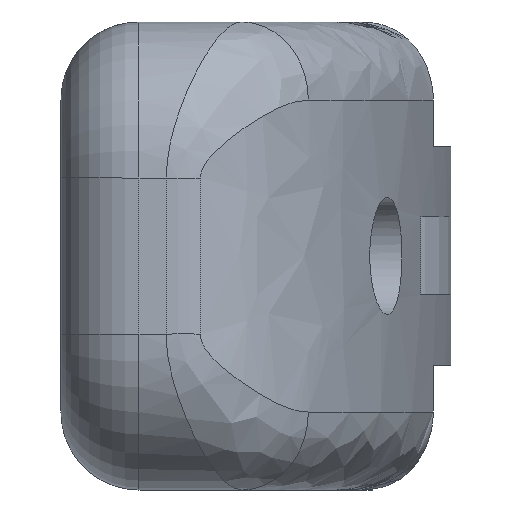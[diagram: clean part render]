
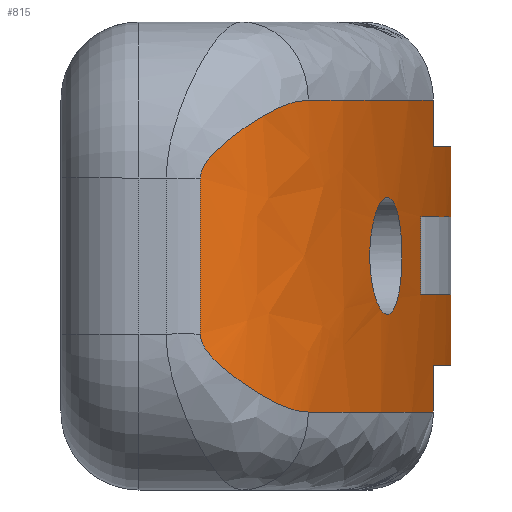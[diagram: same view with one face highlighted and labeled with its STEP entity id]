
A CAD part, left-side view. The second image highlights one B-rep face of the part: STEP entity #815.
In plain terms, the highlighted free-form (B-spline) face has degree [3, 1] with [4, 2] control points.
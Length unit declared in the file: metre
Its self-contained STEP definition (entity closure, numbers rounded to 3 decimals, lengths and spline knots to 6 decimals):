
#28=B_SPLINE_SURFACE_WITH_KNOTS('',3,1,((#1223,#1224),(#1225,#1226),(#1227,
#1228),(#1229,#1230)),.SURF_OF_LINEAR_EXTRUSION.,.F.,.F.,.F.,(4,4),(2,2),
(0.144624,1.),(0.,1.),.PIECEWISE_BEZIER_KNOTS.);
#53=LINE('',#1243,#109);
#54=LINE('',#1263,#110);
#55=LINE('',#1282,#111);
#56=LINE('',#1289,#112);
#57=LINE('',#1296,#113);
#58=LINE('',#1303,#114);
#109=VECTOR('',#984,1.);
#110=VECTOR('',#985,1.);
#111=VECTOR('',#986,1.);
#112=VECTOR('',#987,1.);
#113=VECTOR('',#988,1.);
#114=VECTOR('',#989,1.);
#161=B_SPLINE_CURVE_WITH_KNOTS('',3,(#1231,#1232,#1233,#1234,#1235,#1236,
#1237,#1238,#1239,#1240,#1241),.UNSPECIFIED.,.T.,.F.,(1,1,1,1,1,1,1,1,1,
1,1,1,1,1,1),(-0.003581,-0.002387,-0.001194,
0.,0.001194,0.002387,0.003581,0.004774,
0.005968,0.007161,0.008355,0.009548,
0.010742,0.011936,0.013129),.UNSPECIFIED.);
#162=B_SPLINE_CURVE_WITH_KNOTS('',3,(#1246,#1247,#1248,#1249,#1250,#1251),
 .UNSPECIFIED.,.F.,.F.,(4,1,1,4),(0.,0.005883,
0.008825,0.011767),.UNSPECIFIED.);
#163=B_SPLINE_CURVE_WITH_KNOTS('',3,(#1253,#1254,#1255,#1256,#1257,#1258,
#1259,#1260,#1261),.UNSPECIFIED.,.F.,.F.,(4,1,1,1,1,1,4),(0.,0.00116,
0.002319,0.002899,0.003479,0.004059,
0.004639),.UNSPECIFIED.);
#164=B_SPLINE_CURVE_WITH_KNOTS('',3,(#1265,#1266,#1267,#1268,#1269,#1270,
#1271,#1272,#1273),.UNSPECIFIED.,.F.,.F.,(4,1,1,1,1,1,4),(0.,0.000587,
0.001173,0.00176,0.002346,0.00352,
0.004693),.UNSPECIFIED.);
#165=B_SPLINE_CURVE_WITH_KNOTS('',3,(#1275,#1276,#1277,#1278,#1279,#1280),
 .UNSPECIFIED.,.F.,.F.,(4,1,1,4),(0.,0.002912,0.005825,
0.01165),.UNSPECIFIED.);
#166=B_SPLINE_CURVE_WITH_KNOTS('',3,(#1284,#1285,#1286,#1287),
 .UNSPECIFIED.,.F.,.F.,(4,4),(0.,1.),.PIECEWISE_BEZIER_KNOTS.);
#167=B_SPLINE_CURVE_WITH_KNOTS('',3,(#1291,#1292,#1293,#1294),
 .UNSPECIFIED.,.F.,.F.,(4,4),(0.,1.),.PIECEWISE_BEZIER_KNOTS.);
#168=B_SPLINE_CURVE_WITH_KNOTS('',3,(#1298,#1299,#1300,#1301),
 .UNSPECIFIED.,.F.,.F.,(4,4),(0.,1.),.PIECEWISE_BEZIER_KNOTS.);
#169=B_SPLINE_CURVE_WITH_KNOTS('',3,(#1305,#1306,#1307,#1308),
 .UNSPECIFIED.,.F.,.F.,(4,4),(0.,1.),.PIECEWISE_BEZIER_KNOTS.);
#197=ORIENTED_EDGE('',*,*,#439,.T.);
#198=ORIENTED_EDGE('',*,*,#440,.T.);
#199=ORIENTED_EDGE('',*,*,#441,.T.);
#200=ORIENTED_EDGE('',*,*,#442,.T.);
#201=ORIENTED_EDGE('',*,*,#443,.T.);
#202=ORIENTED_EDGE('',*,*,#444,.T.);
#203=ORIENTED_EDGE('',*,*,#445,.T.);
#204=ORIENTED_EDGE('',*,*,#446,.F.);
#205=ORIENTED_EDGE('',*,*,#447,.F.);
#206=ORIENTED_EDGE('',*,*,#448,.F.);
#207=ORIENTED_EDGE('',*,*,#449,.T.);
#208=ORIENTED_EDGE('',*,*,#450,.T.);
#209=ORIENTED_EDGE('',*,*,#451,.F.);
#210=ORIENTED_EDGE('',*,*,#452,.T.);
#211=ORIENTED_EDGE('',*,*,#453,.T.);
#439=EDGE_CURVE('',#560,#560,#161,.T.);
#440=EDGE_CURVE('',#561,#562,#53,.T.);
#441=EDGE_CURVE('',#562,#563,#162,.T.);
#442=EDGE_CURVE('',#563,#564,#163,.T.);
#443=EDGE_CURVE('',#564,#565,#54,.T.);
#444=EDGE_CURVE('',#565,#566,#164,.T.);
#445=EDGE_CURVE('',#566,#567,#165,.T.);
#446=EDGE_CURVE('',#568,#567,#55,.T.);
#447=EDGE_CURVE('',#569,#568,#166,.F.);
#448=EDGE_CURVE('',#570,#569,#56,.T.);
#449=EDGE_CURVE('',#570,#571,#167,.F.);
#450=EDGE_CURVE('',#571,#572,#57,.F.);
#451=EDGE_CURVE('',#573,#572,#168,.F.);
#452=EDGE_CURVE('',#573,#574,#58,.T.);
#453=EDGE_CURVE('',#574,#561,#169,.F.);
#560=VERTEX_POINT('',#1242);
#561=VERTEX_POINT('',#1244);
#562=VERTEX_POINT('',#1245);
#563=VERTEX_POINT('',#1252);
#564=VERTEX_POINT('',#1262);
#565=VERTEX_POINT('',#1264);
#566=VERTEX_POINT('',#1274);
#567=VERTEX_POINT('',#1281);
#568=VERTEX_POINT('',#1283);
#569=VERTEX_POINT('',#1288);
#570=VERTEX_POINT('',#1290);
#571=VERTEX_POINT('',#1295);
#572=VERTEX_POINT('',#1297);
#573=VERTEX_POINT('',#1302);
#574=VERTEX_POINT('',#1304);
#669=EDGE_LOOP('',(#197));
#670=EDGE_LOOP('',(#198,#199,#200,#201,#202,#203,#204,#205,#206,#207,#208,
#209,#210,#211));
#731=FACE_BOUND('',#669,.T.);
#732=FACE_BOUND('',#670,.T.);
#815=ADVANCED_FACE('',(#731,#732),#28,.F.);
#984=DIRECTION('',(0.,0.,1.));
#985=DIRECTION('',(0.,0.,-1.));
#986=DIRECTION('',(0.,0.,-1.));
#987=DIRECTION('',(0.,0.,-1.));
#988=DIRECTION('',(0.,0.,-1.));
#989=DIRECTION('',(0.,0.,1.));
#1223=CARTESIAN_POINT('',(-0.019798,0.001424,0.01));
#1224=CARTESIAN_POINT('',(-0.019798,0.001424,0.002));
#1225=CARTESIAN_POINT('',(-0.016852,-0.00462,0.01));
#1226=CARTESIAN_POINT('',(-0.016852,-0.00462,0.002));
#1227=CARTESIAN_POINT('',(-0.000493,-0.005004,0.01));
#1228=CARTESIAN_POINT('',(-0.000493,-0.005004,0.002));
#1229=CARTESIAN_POINT('',(0.,-0.005,0.01));
#1230=CARTESIAN_POINT('',(0.,-0.005,0.002));
#1231=CARTESIAN_POINT('',(-0.010834,-0.003668,0.004812));
#1232=CARTESIAN_POINT('',(-0.012003,-0.003377,0.004346));
#1233=CARTESIAN_POINT('',(-0.013153,-0.003035,0.004806));
#1234=CARTESIAN_POINT('',(-0.01367,-0.002859,0.005989));
#1235=CARTESIAN_POINT('',(-0.013166,-0.003031,0.007183));
#1236=CARTESIAN_POINT('',(-0.012018,-0.003373,0.007654));
#1237=CARTESIAN_POINT('',(-0.010849,-0.003665,0.007201));
#1238=CARTESIAN_POINT('',(-0.010329,-0.003779,0.006012));
#1239=CARTESIAN_POINT('',(-0.010834,-0.003668,0.004812));
#1240=CARTESIAN_POINT('',(-0.012003,-0.003377,0.004346));
#1241=CARTESIAN_POINT('',(-0.013153,-0.003035,0.004806));
#1242=CARTESIAN_POINT('',(-0.012,-0.003369,0.0045));
#1243=CARTESIAN_POINT('',(-0.005839,-0.004546,0.0088));
#1244=CARTESIAN_POINT('',(-0.005839,-0.004546,0.0088));
#1245=CARTESIAN_POINT('',(-0.005839,-0.004546,0.01));
#1246=CARTESIAN_POINT('',(-0.005839,-0.004546,0.01));
#1247=CARTESIAN_POINT('',(-0.007785,-0.004299,0.01));
#1248=CARTESIAN_POINT('',(-0.010689,-0.003795,0.01));
#1249=CARTESIAN_POINT('',(-0.014403,-0.002663,0.01));
#1250=CARTESIAN_POINT('',(-0.016184,-0.00186,0.01));
#1251=CARTESIAN_POINT('',(-0.017038,-0.001343,0.01));
#1252=CARTESIAN_POINT('',(-0.017038,-0.001343,0.01));
#1253=CARTESIAN_POINT('',(-0.017038,-0.001343,0.01));
#1254=CARTESIAN_POINT('',(-0.017372,-0.00114,0.01));
#1255=CARTESIAN_POINT('',(-0.018008,-0.000708,0.009887));
#1256=CARTESIAN_POINT('',(-0.018697,-0.000098,0.009554));
#1257=CARTESIAN_POINT('',(-0.01916,0.000422,0.009204));
#1258=CARTESIAN_POINT('',(-0.019455,0.000818,0.0089));
#1259=CARTESIAN_POINT('',(-0.019695,0.001211,0.008543));
#1260=CARTESIAN_POINT('',(-0.019798,0.001424,0.008199));
#1261=CARTESIAN_POINT('',(-0.019798,0.001424,0.008));
#1262=CARTESIAN_POINT('',(-0.019798,0.001424,0.008));
#1263=CARTESIAN_POINT('',(-0.019798,0.001424,0.008));
#1264=CARTESIAN_POINT('',(-0.019798,0.001424,0.004));
#1265=CARTESIAN_POINT('',(-0.019798,0.001424,0.004));
#1266=CARTESIAN_POINT('',(-0.019798,0.001424,0.003801));
#1267=CARTESIAN_POINT('',(-0.019695,0.001211,0.003457));
#1268=CARTESIAN_POINT('',(-0.019456,0.00082,0.003102));
#1269=CARTESIAN_POINT('',(-0.01916,0.000422,0.002796));
#1270=CARTESIAN_POINT('',(-0.018697,-0.000098,0.002446));
#1271=CARTESIAN_POINT('',(-0.018008,-0.000708,0.002113));
#1272=CARTESIAN_POINT('',(-0.017372,-0.00114,0.002));
#1273=CARTESIAN_POINT('',(-0.017038,-0.001343,0.002));
#1274=CARTESIAN_POINT('',(-0.017038,-0.001343,0.002));
#1275=CARTESIAN_POINT('',(-0.017038,-0.001343,0.002));
#1276=CARTESIAN_POINT('',(-0.016184,-0.00186,0.002));
#1277=CARTESIAN_POINT('',(-0.014403,-0.002663,0.002));
#1278=CARTESIAN_POINT('',(-0.010689,-0.003795,0.002));
#1279=CARTESIAN_POINT('',(-0.007785,-0.004299,0.002));
#1280=CARTESIAN_POINT('',(-0.005839,-0.004546,0.002));
#1281=CARTESIAN_POINT('',(-0.005839,-0.004546,0.002));
#1282=CARTESIAN_POINT('',(-0.005839,-0.004546,0.0032));
#1283=CARTESIAN_POINT('',(-0.005839,-0.004546,0.0032));
#1284=CARTESIAN_POINT('',(-0.02,0.005,0.0032));
#1285=CARTESIAN_POINT('',(-0.022838,-0.004479,0.0032));
#1286=CARTESIAN_POINT('',(-0.000577,-0.005004,0.0032));
#1287=CARTESIAN_POINT('',(0.,-0.005,0.0032));
#1288=CARTESIAN_POINT('',(0.,-0.005,0.0032));
#1289=CARTESIAN_POINT('',(0.,-0.005,0.006));
#1290=CARTESIAN_POINT('',(0.,-0.005,0.005));
#1291=CARTESIAN_POINT('',(-0.02,0.005,0.005));
#1292=CARTESIAN_POINT('',(-0.022838,-0.004479,0.005));
#1293=CARTESIAN_POINT('',(-0.000577,-0.005004,0.005));
#1294=CARTESIAN_POINT('',(0.,-0.005,0.005));
#1295=CARTESIAN_POINT('',(-0.008,-0.00423,0.005));
#1296=CARTESIAN_POINT('',(-0.008,-0.00423,0.006));
#1297=CARTESIAN_POINT('',(-0.008,-0.00423,0.007));
#1298=CARTESIAN_POINT('',(-0.02,0.005,0.007));
#1299=CARTESIAN_POINT('',(-0.022838,-0.004479,0.007));
#1300=CARTESIAN_POINT('',(-0.000577,-0.005004,0.007));
#1301=CARTESIAN_POINT('',(0.,-0.005,0.007));
#1302=CARTESIAN_POINT('',(0.,-0.005,0.007));
#1303=CARTESIAN_POINT('',(0.,-0.005,0.006));
#1304=CARTESIAN_POINT('',(0.,-0.005,0.0088));
#1305=CARTESIAN_POINT('',(-0.02,0.005,0.0088));
#1306=CARTESIAN_POINT('',(-0.022838,-0.004479,0.0088));
#1307=CARTESIAN_POINT('',(-0.000577,-0.005004,0.0088));
#1308=CARTESIAN_POINT('',(0.,-0.005,0.0088));
